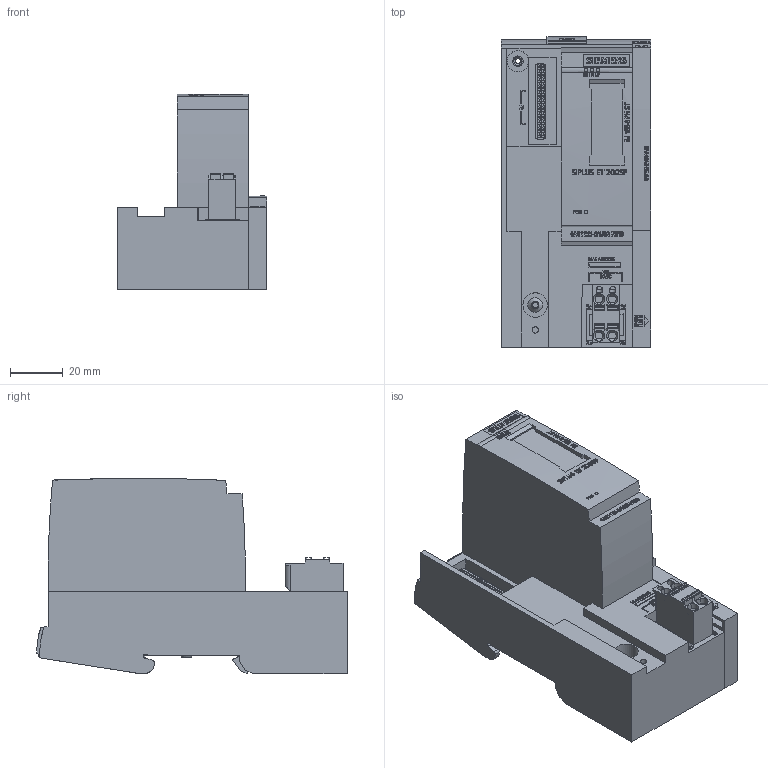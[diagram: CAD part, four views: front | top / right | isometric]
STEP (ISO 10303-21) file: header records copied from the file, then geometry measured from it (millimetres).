
FILE_DESCRIPTION(/* description */ (''),/* implementation_level */ '2;1');
FILE_NAME(/* name */ '6AG1155-6AU02-7BN0_3d.stp',/* time_stamp */ '2025-01-06T05:36:02+01:00',/* author */ (''),/* organization */ (''),/* preprocessor_version */ 'ST-DEVELOPER v18.102',/* originating_system */ 'SIEMENS PLM Software NX 2023',/* authorisation */ '');
FILE_SCHEMA (('AUTOMOTIVE_DESIGN { 1 0 10303 214 3 1 1 1 }'));
Products named in the file (7): A5E54280792A_RS-AA_001_2-labeling; A5E30911135A_RS-AA_002_1-box; A5E30584982A_RS-AA_004_1-powersupply-connector; A5E54244203A_RS-AA_001_2-labeling; A5E49455223A_RS-AA_002_1-box; A5E54280800A_RS-AA_001_2-CAx_6AG11936PA007AA0; A5E54244180A_RS-AA_001_3-CAx_6AG11556AU027BN0
Assembly tree (6 placements, depth 3):
  A5E54244180A_RS-AA_001_3-CAx_6AG11556AU027BN0
    A5E49455223A_RS-AA_002_1-box
    A5E54244203A_RS-AA_001_2-labeling
    A5E30584982A_RS-AA_004_1-powersupply-connector
    A5E54280800A_RS-AA_001_2-CAx_6AG11936PA007AA0
      A5E30911135A_RS-AA_002_1-box
      A5E54280792A_RS-AA_001_2-labeling
Bounding box: 57.1 x 118.24 x 74.54 mm (x, y, z)
Volume: 236925.4 mm3; surface area: 62895.6 mm2
Topology: 123 solids, 123 shells, 3750 faces, 9366 edges, 6077 vertices
Faces by surface type: plane 2990, extrusion 574, cylinder 147, bspline 26, cone 12, torus 1
Full cylindrical faces by diameter (mm): 1.4 x2, 1.918 x1, 2.4 x1, 2.8 x2, 3 x1, 3.491 x1, 4 x1, 4.3 x3, 5.1 x6, 5.6 x1, 8.1 x1, 9.301 x1
Entity records: 149192 total; most frequent: CARTESIAN_POINT 39590, ORIENTED_EDGE 18620, DIRECTION 15055, EDGE_CURVE 9310, VECTOR 7671, LINE 7097, VERTEX_POINT 6064, EDGE_LOOP 4121
